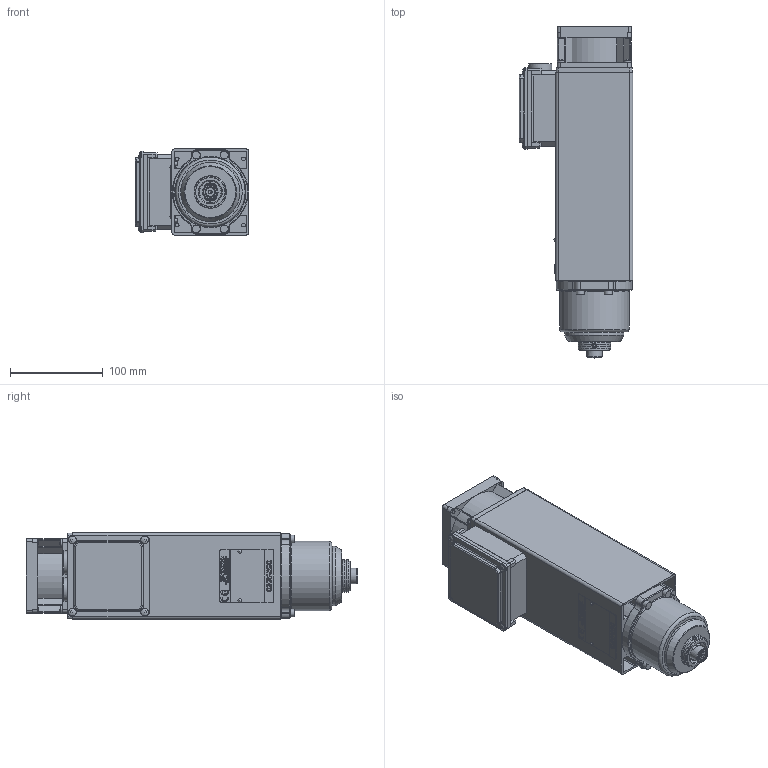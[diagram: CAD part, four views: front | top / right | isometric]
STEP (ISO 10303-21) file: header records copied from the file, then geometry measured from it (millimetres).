
FILE_DESCRIPTION(/* description */ ('Alibre Inc.'),/* implementation_level */ '2;1');
FILE_NAME(/* name */ 'export-3400D89A-3034-42E2-A26D-CD237CAEDD14',/* time_stamp */ '2024-09-10T12:14:44+02:00',/* author */ (''),/* organization */ (''),/* preprocessor_version */ 'ST-DEVELOPER v17',/* originating_system */ 'Alibre',/* authorisation */ '');
FILE_SCHEMA (('AUTOMOTIVE_DESIGN'));
Length unit declared in the file: millimetre
Products named in the file (1): COB0007
Bounding box: 122.5 x 358.2 x 93 mm (x, y, z)
Volume: 2338448.8 mm3; surface area: 213510.6 mm2
Topology: 1 solids, 8 shells, 1073 faces, 2721 edges, 1741 vertices
Faces by surface type: plane 723, cylinder 201, cone 66, bspline 46, torus 19, sphere 18
Full cylindrical faces by diameter (mm): 2.01 x2, 2.49 x2, 2.5 x4, 3.3 x1, 3.714 x1, 4 x11, 4.1 x1, 4.134 x1, 4.5 x4, 4.7 x1, 4.917 x8, 5 x1, 5.188 x2, 8 x4, 8.2 x4, 8.5 x8, 9.5 x1, 16.7 x1, 18.376 x2, 25 x2, 32 x2, 35 x2, 55 x1, 64 x1, 75 x1
Entity records: 36044 total; most frequent: CARTESIAN_POINT 10202, ORIENTED_EDGE 5398, DIRECTION 4288, EDGE_CURVE 2699, VECTOR 1912, LINE 1912, VERTEX_POINT 1741, AXIS2_PLACEMENT_3D 1521
